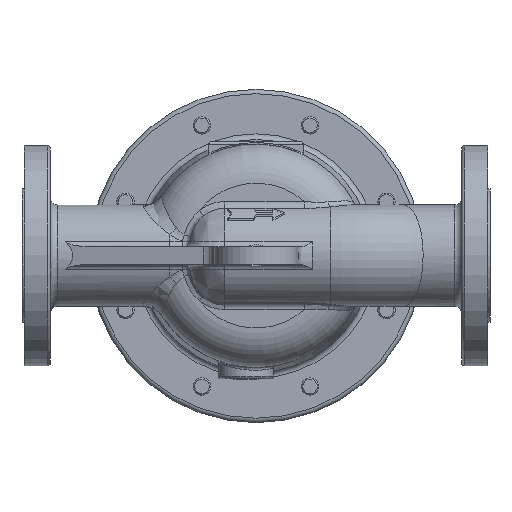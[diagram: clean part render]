
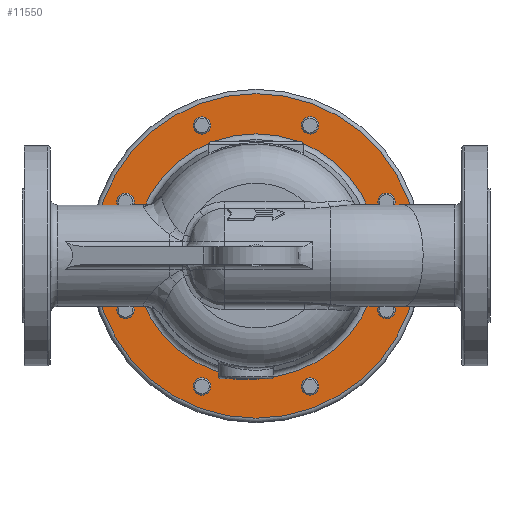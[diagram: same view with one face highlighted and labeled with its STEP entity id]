
A CAD part, top view. The second image highlights one B-rep face of the part: STEP entity #11550.
In plain terms, the highlighted planar face has unit normal (0, 0, 1).
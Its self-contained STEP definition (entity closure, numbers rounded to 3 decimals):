
#6759=CARTESIAN_POINT('',(-33.069,85.836,167.5));
#6760=VERTEX_POINT('',#6759);
#6761=CARTESIAN_POINT('',(-37.312,90.078,167.5));
#6762=DIRECTION('',(0.0,0.0,-1.0));
#6763=DIRECTION('',(-0.707,0.707,0.0));
#6764=AXIS2_PLACEMENT_3D('',#6761,#6762,#6763);
#6765=CIRCLE('',#6764,6.);
#6766=EDGE_CURVE('',#6760,#6760,#6765,.T.);
#6873=CARTESIAN_POINT('',(37.312,84.078,167.5));
#6874=VERTEX_POINT('',#6873);
#6875=CARTESIAN_POINT('',(37.312,90.078,167.5));
#6876=DIRECTION('',(0.0,0.0,-1.0));
#6877=DIRECTION('',(0.0,1.0,0.0));
#6878=AXIS2_PLACEMENT_3D('',#6875,#6876,#6877);
#6879=CIRCLE('',#6878,6.);
#6880=EDGE_CURVE('',#6874,#6874,#6879,.T.);
#6987=CARTESIAN_POINT('',(85.836,33.069,167.5));
#6988=VERTEX_POINT('',#6987);
#6989=CARTESIAN_POINT('',(90.078,37.312,167.5));
#6990=DIRECTION('',(0.0,0.0,-1.0));
#6991=DIRECTION('',(0.707,0.707,0.0));
#6992=AXIS2_PLACEMENT_3D('',#6989,#6990,#6991);
#6993=CIRCLE('',#6992,6.);
#6994=EDGE_CURVE('',#6988,#6988,#6993,.T.);
#7101=CARTESIAN_POINT('',(84.078,-37.312,167.5));
#7102=VERTEX_POINT('',#7101);
#7103=CARTESIAN_POINT('',(90.078,-37.312,167.5));
#7104=DIRECTION('',(0.0,0.0,-1.0));
#7105=DIRECTION('',(1.0,0.0,0.0));
#7106=AXIS2_PLACEMENT_3D('',#7103,#7104,#7105);
#7107=CIRCLE('',#7106,6.);
#7108=EDGE_CURVE('',#7102,#7102,#7107,.T.);
#7215=CARTESIAN_POINT('',(33.069,-85.836,167.5));
#7216=VERTEX_POINT('',#7215);
#7217=CARTESIAN_POINT('',(37.312,-90.078,167.5));
#7218=DIRECTION('',(0.0,0.0,-1.0));
#7219=DIRECTION('',(0.707,-0.707,0.0));
#7220=AXIS2_PLACEMENT_3D('',#7217,#7218,#7219);
#7221=CIRCLE('',#7220,6.);
#7222=EDGE_CURVE('',#7216,#7216,#7221,.T.);
#7329=CARTESIAN_POINT('',(-37.312,-84.078,167.5));
#7330=VERTEX_POINT('',#7329);
#7331=CARTESIAN_POINT('',(-37.312,-90.078,167.5));
#7332=DIRECTION('',(0.0,0.0,-1.0));
#7333=DIRECTION('',(0.0,-1.0,0.0));
#7334=AXIS2_PLACEMENT_3D('',#7331,#7332,#7333);
#7335=CIRCLE('',#7334,6.);
#7336=EDGE_CURVE('',#7330,#7330,#7335,.T.);
#7443=CARTESIAN_POINT('',(-85.836,-33.069,167.5));
#7444=VERTEX_POINT('',#7443);
#7445=CARTESIAN_POINT('',(-90.078,-37.312,167.5));
#7446=DIRECTION('',(0.0,0.0,-1.0));
#7447=DIRECTION('',(-0.707,-0.707,0.0));
#7448=AXIS2_PLACEMENT_3D('',#7445,#7446,#7447);
#7449=CIRCLE('',#7448,6.);
#7450=EDGE_CURVE('',#7444,#7444,#7449,.T.);
#9174=CARTESIAN_POINT('',(-84.078,37.312,167.5));
#9175=VERTEX_POINT('',#9174);
#9176=CARTESIAN_POINT('',(-90.078,37.312,167.5));
#9177=DIRECTION('',(0.0,0.0,-1.0));
#9178=DIRECTION('',(-1.0,0.0,0.0));
#9179=AXIS2_PLACEMENT_3D('',#9176,#9177,#9178);
#9180=CIRCLE('',#9179,6.);
#9181=EDGE_CURVE('',#9175,#9175,#9180,.T.);
#11484=CARTESIAN_POINT('',(112.0,0.,167.5));
#11485=VERTEX_POINT('',#11484);
#11486=CARTESIAN_POINT('',(0.0,0.0,167.5));
#11487=DIRECTION('',(0.0,0.0,-1.0));
#11488=DIRECTION('',(-1.0,0.0,0.0));
#11489=AXIS2_PLACEMENT_3D('',#11486,#11487,#11488);
#11490=CIRCLE('',#11489,112.0);
#11491=EDGE_CURVE('',#11485,#11485,#11490,.T.);
#11507=CARTESIAN_POINT('',(0.0,0.0,167.5));
#11508=DIRECTION('',(0.0,0.0,-1.0));
#11509=DIRECTION('',(-1.0,0.0,0.0));
#11510=AXIS2_PLACEMENT_3D('',#11507,#11508,#11509);
#11511=PLANE('',#11510);
#11512=ORIENTED_EDGE('',*,*,#11491,.F.);
#11513=EDGE_LOOP('',(#11512));
#11514=FACE_OUTER_BOUND('',#11513,.T.);
#11515=ORIENTED_EDGE('',*,*,#6766,.T.);
#11516=EDGE_LOOP('',(#11515));
#11517=FACE_BOUND('',#11516,.T.);
#11518=ORIENTED_EDGE('',*,*,#6880,.T.);
#11519=EDGE_LOOP('',(#11518));
#11520=FACE_BOUND('',#11519,.T.);
#11521=ORIENTED_EDGE('',*,*,#6994,.T.);
#11522=EDGE_LOOP('',(#11521));
#11523=FACE_BOUND('',#11522,.T.);
#11524=ORIENTED_EDGE('',*,*,#7108,.T.);
#11525=EDGE_LOOP('',(#11524));
#11526=FACE_BOUND('',#11525,.T.);
#11527=ORIENTED_EDGE('',*,*,#7222,.T.);
#11528=EDGE_LOOP('',(#11527));
#11529=FACE_BOUND('',#11528,.T.);
#11530=ORIENTED_EDGE('',*,*,#7336,.T.);
#11531=EDGE_LOOP('',(#11530));
#11532=FACE_BOUND('',#11531,.T.);
#11533=ORIENTED_EDGE('',*,*,#7450,.T.);
#11534=EDGE_LOOP('',(#11533));
#11535=FACE_BOUND('',#11534,.T.);
#11536=ORIENTED_EDGE('',*,*,#9181,.T.);
#11537=EDGE_LOOP('',(#11536));
#11538=FACE_BOUND('',#11537,.T.);
#11539=CARTESIAN_POINT('',(-84.279,0.,167.5));
#11540=VERTEX_POINT('',#11539);
#11541=CARTESIAN_POINT('',(0.0,0.0,167.5));
#11542=DIRECTION('',(0.0,0.0,1.0));
#11543=DIRECTION('',(1.0,0.0,0.0));
#11544=AXIS2_PLACEMENT_3D('',#11541,#11542,#11543);
#11545=CIRCLE('',#11544,84.279);
#11546=EDGE_CURVE('',#11540,#11540,#11545,.T.);
#11547=ORIENTED_EDGE('',*,*,#11546,.F.);
#11548=EDGE_LOOP('',(#11547));
#11549=FACE_BOUND('',#11548,.T.);
#11550=ADVANCED_FACE('',(#11514,#11517,#11520,#11523,#11526,#11529,#11532,#11535,#11538,#11549),#11511,.F.);
